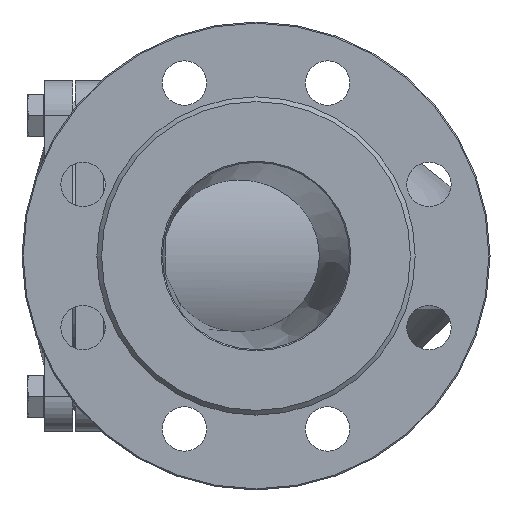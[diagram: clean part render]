
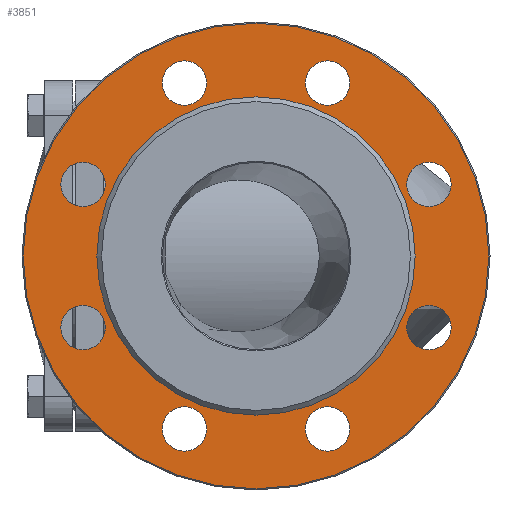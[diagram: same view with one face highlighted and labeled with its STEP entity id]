
A CAD part, left-side view. The second image highlights one B-rep face of the part: STEP entity #3851.
In plain terms, the highlighted planar face has unit normal (-1, 0, 0).
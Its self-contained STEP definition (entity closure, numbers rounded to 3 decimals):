
#629=PLANE('',#4231);
#705=FACE_BOUND('',#1159,.T.);
#706=FACE_BOUND('',#1160,.T.);
#707=FACE_BOUND('',#1161,.T.);
#708=FACE_BOUND('',#1162,.T.);
#709=FACE_BOUND('',#1163,.T.);
#710=FACE_BOUND('',#1164,.T.);
#711=FACE_BOUND('',#1165,.T.);
#712=FACE_BOUND('',#1166,.T.);
#713=FACE_BOUND('',#1167,.T.);
#891=FACE_OUTER_BOUND('',#1158,.T.);
#1158=EDGE_LOOP('',(#3324));
#1159=EDGE_LOOP('',(#3325));
#1160=EDGE_LOOP('',(#3326));
#1161=EDGE_LOOP('',(#3327));
#1162=EDGE_LOOP('',(#3328));
#1163=EDGE_LOOP('',(#3329));
#1164=EDGE_LOOP('',(#3330));
#1165=EDGE_LOOP('',(#3331));
#1166=EDGE_LOOP('',(#3332));
#1167=EDGE_LOOP('',(#3333));
#1359=CIRCLE('',#4230,99.5);
#1360=CIRCLE('',#4232,68.);
#1361=CIRCLE('',#4233,9.5);
#1362=CIRCLE('',#4234,9.5);
#1363=CIRCLE('',#4235,9.5);
#1364=CIRCLE('',#4236,9.5);
#1365=CIRCLE('',#4237,9.5);
#1366=CIRCLE('',#4238,9.5);
#1367=CIRCLE('',#4239,9.5);
#1368=CIRCLE('',#4240,9.5);
#1818=VERTEX_POINT('',#10501);
#1819=VERTEX_POINT('',#10505);
#1820=VERTEX_POINT('',#10507);
#1821=VERTEX_POINT('',#10509);
#1822=VERTEX_POINT('',#10511);
#1823=VERTEX_POINT('',#10513);
#1824=VERTEX_POINT('',#10515);
#1825=VERTEX_POINT('',#10517);
#1826=VERTEX_POINT('',#10519);
#1827=VERTEX_POINT('',#10521);
#2326=EDGE_CURVE('',#1818,#1818,#1359,.T.);
#2327=EDGE_CURVE('',#1819,#1819,#1360,.T.);
#2328=EDGE_CURVE('',#1820,#1820,#1361,.T.);
#2329=EDGE_CURVE('',#1821,#1821,#1362,.T.);
#2330=EDGE_CURVE('',#1822,#1822,#1363,.T.);
#2331=EDGE_CURVE('',#1823,#1823,#1364,.T.);
#2332=EDGE_CURVE('',#1824,#1824,#1365,.T.);
#2333=EDGE_CURVE('',#1825,#1825,#1366,.T.);
#2334=EDGE_CURVE('',#1826,#1826,#1367,.T.);
#2335=EDGE_CURVE('',#1827,#1827,#1368,.T.);
#3324=ORIENTED_EDGE('',*,*,#2326,.F.);
#3325=ORIENTED_EDGE('',*,*,#2327,.F.);
#3326=ORIENTED_EDGE('',*,*,#2328,.F.);
#3327=ORIENTED_EDGE('',*,*,#2329,.F.);
#3328=ORIENTED_EDGE('',*,*,#2330,.F.);
#3329=ORIENTED_EDGE('',*,*,#2331,.F.);
#3330=ORIENTED_EDGE('',*,*,#2332,.F.);
#3331=ORIENTED_EDGE('',*,*,#2333,.F.);
#3332=ORIENTED_EDGE('',*,*,#2334,.F.);
#3333=ORIENTED_EDGE('',*,*,#2335,.F.);
#3851=ADVANCED_FACE('',(#891,#705,#706,#707,#708,#709,#710,#711,#712,#713),
#629,.F.);
#4230=AXIS2_PLACEMENT_3D('',#10503,#5076,#5077);
#4231=AXIS2_PLACEMENT_3D('',#10504,#5078,#5079);
#4232=AXIS2_PLACEMENT_3D('',#10506,#5080,#5081);
#4233=AXIS2_PLACEMENT_3D('',#10508,#5082,#5083);
#4234=AXIS2_PLACEMENT_3D('',#10510,#5084,#5085);
#4235=AXIS2_PLACEMENT_3D('',#10512,#5086,#5087);
#4236=AXIS2_PLACEMENT_3D('',#10514,#5088,#5089);
#4237=AXIS2_PLACEMENT_3D('',#10516,#5090,#5091);
#4238=AXIS2_PLACEMENT_3D('',#10518,#5092,#5093);
#4239=AXIS2_PLACEMENT_3D('',#10520,#5094,#5095);
#4240=AXIS2_PLACEMENT_3D('',#10522,#5096,#5097);
#5076=DIRECTION('center_axis',(1.,0.,0.));
#5077=DIRECTION('ref_axis',(0.,0.,1.));
#5078=DIRECTION('center_axis',(1.,0.,0.));
#5079=DIRECTION('ref_axis',(0.,0.,-1.));
#5080=DIRECTION('center_axis',(-1.,0.,0.));
#5081=DIRECTION('ref_axis',(0.,-1.,0.));
#5082=DIRECTION('center_axis',(-1.,0.,0.));
#5083=DIRECTION('ref_axis',(0.,0.,1.));
#5084=DIRECTION('center_axis',(-1.,0.,0.));
#5085=DIRECTION('ref_axis',(0.,0.,1.));
#5086=DIRECTION('center_axis',(-1.,0.,0.));
#5087=DIRECTION('ref_axis',(0.,0.,1.));
#5088=DIRECTION('center_axis',(-1.,0.,0.));
#5089=DIRECTION('ref_axis',(0.,0.,1.));
#5090=DIRECTION('center_axis',(-1.,0.,0.));
#5091=DIRECTION('ref_axis',(0.,0.,1.));
#5092=DIRECTION('center_axis',(-1.,0.,0.));
#5093=DIRECTION('ref_axis',(0.,0.,1.));
#5094=DIRECTION('center_axis',(-1.,0.,0.));
#5095=DIRECTION('ref_axis',(0.,0.,1.));
#5096=DIRECTION('center_axis',(-1.,0.,0.));
#5097=DIRECTION('ref_axis',(0.,0.,1.));
#10501=CARTESIAN_POINT('',(2.,0.,-99.5));
#10503=CARTESIAN_POINT('Origin',(2.,0.,0.));
#10504=CARTESIAN_POINT('Origin',(2.,0.,0.));
#10505=CARTESIAN_POINT('',(2.,68.,0.));
#10506=CARTESIAN_POINT('Origin',(2.,0.,0.));
#10507=CARTESIAN_POINT('',(2.,-73.91,-40.115));
#10508=CARTESIAN_POINT('Origin',(2.,-73.91,-30.615));
#10509=CARTESIAN_POINT('',(2.,-73.91,21.115));
#10510=CARTESIAN_POINT('Origin',(2.,-73.91,30.615));
#10511=CARTESIAN_POINT('',(2.,-30.615,64.41));
#10512=CARTESIAN_POINT('Origin',(2.,-30.615,73.91));
#10513=CARTESIAN_POINT('',(2.,30.615,64.41));
#10514=CARTESIAN_POINT('Origin',(2.,30.615,73.91));
#10515=CARTESIAN_POINT('',(2.,73.91,21.115));
#10516=CARTESIAN_POINT('Origin',(2.,73.91,30.615));
#10517=CARTESIAN_POINT('',(2.,73.91,-40.115));
#10518=CARTESIAN_POINT('Origin',(2.,73.91,-30.615));
#10519=CARTESIAN_POINT('',(2.,30.615,-83.41));
#10520=CARTESIAN_POINT('Origin',(2.,30.615,-73.91));
#10521=CARTESIAN_POINT('',(2.,-30.615,-83.41));
#10522=CARTESIAN_POINT('Origin',(2.,-30.615,-73.91));
